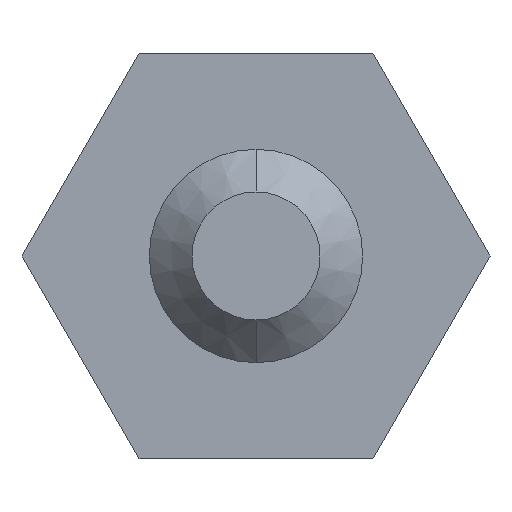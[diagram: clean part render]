
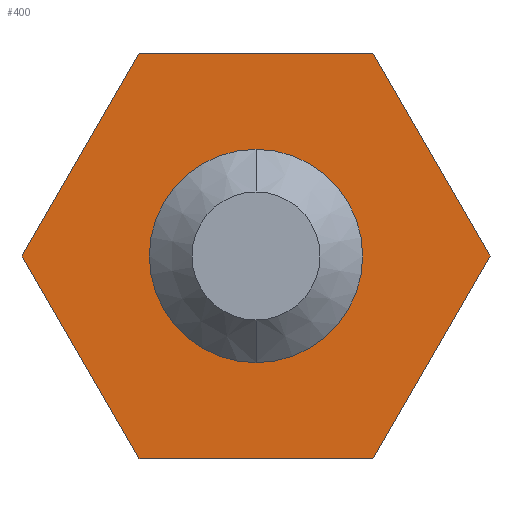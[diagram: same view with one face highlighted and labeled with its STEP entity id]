
A CAD part, front view. The second image highlights one B-rep face of the part: STEP entity #400.
In plain terms, the highlighted planar face has unit normal (0, -1, 0).
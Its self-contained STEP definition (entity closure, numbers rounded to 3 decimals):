
#1 = EDGE_CURVE ( 'NONE', #78, #220, #58, .T. ) ;
#6 = CARTESIAN_POINT ( 'NONE',  ( 1.645, 0., 2.85 ) ) ;
#8 = EDGE_CURVE ( 'NONE', #17, #399, #393, .T. ) ;
#13 = DIRECTION ( 'NONE',  ( 0., 0., 1. ) ) ;
#15 = CARTESIAN_POINT ( 'NONE',  ( -3.291, 0., 0. ) ) ;
#16 = ORIENTED_EDGE ( 'NONE', *, *, #1, .F. ) ;
#17 = VERTEX_POINT ( 'NONE', #323 ) ;
#19 = VECTOR ( 'NONE', #29, 1000. ) ;
#29 = DIRECTION ( 'NONE',  ( 1., 0., 0. ) ) ;
#31 = CIRCLE ( 'NONE', #72, 1.5 ) ;
#37 = FACE_BOUND ( 'NONE', #311, .T. ) ;
#42 = LINE ( 'NONE', #467, #351 ) ;
#49 = DIRECTION ( 'NONE',  ( -0.5, 0., -0.866 ) ) ;
#58 = LINE ( 'NONE', #15, #138 ) ;
#72 = AXIS2_PLACEMENT_3D ( 'NONE', #460, #499, #318 ) ;
#73 = DIRECTION ( 'NONE',  ( 0., 0., 1. ) ) ;
#74 = VERTEX_POINT ( 'NONE', #6 ) ;
#78 = VERTEX_POINT ( 'NONE', #284 ) ;
#79 = CIRCLE ( 'NONE', #196, 1.5 ) ;
#83 = VERTEX_POINT ( 'NONE', #472 ) ;
#95 = ORIENTED_EDGE ( 'NONE', *, *, #8, .F. ) ;
#107 = DIRECTION ( 'NONE',  ( -0.5, 0., 0.866 ) ) ;
#109 = CARTESIAN_POINT ( 'NONE',  ( -1.645, 0., -2.85 ) ) ;
#110 = EDGE_CURVE ( 'NONE', #399, #315, #42, .T. ) ;
#112 = CARTESIAN_POINT ( 'NONE',  ( -1.645, 0., -2.85 ) ) ;
#115 = ORIENTED_EDGE ( 'NONE', *, *, #341, .F. ) ;
#125 = PLANE ( 'NONE',  #419 ) ;
#133 = ORIENTED_EDGE ( 'NONE', *, *, #244, .F. ) ;
#138 = VECTOR ( 'NONE', #361, 1000. ) ;
#193 = CARTESIAN_POINT ( 'NONE',  ( 0., 0., 1.5 ) ) ;
#196 = AXIS2_PLACEMENT_3D ( 'NONE', #494, #309, #73 ) ;
#209 = CARTESIAN_POINT ( 'NONE',  ( 1.645, 0., 2.85 ) ) ;
#211 = EDGE_CURVE ( 'NONE', #315, #78, #434, .T. ) ;
#214 = VECTOR ( 'NONE', #279, 1000. ) ;
#220 = VERTEX_POINT ( 'NONE', #352 ) ;
#222 = ORIENTED_EDGE ( 'NONE', *, *, #290, .F. ) ;
#243 = CARTESIAN_POINT ( 'NONE',  ( 3.291, 0., 0. ) ) ;
#244 = EDGE_CURVE ( 'NONE', #220, #74, #464, .T. ) ;
#247 = CARTESIAN_POINT ( 'NONE',  ( 0., 0., 0. ) ) ;
#251 = EDGE_LOOP ( 'NONE', ( #133, #16, #348, #359, #95, #115 ) ) ;
#252 = DIRECTION ( 'NONE',  ( -1., 0., 0. ) ) ;
#267 = VECTOR ( 'NONE', #107, 1000. ) ;
#269 = EDGE_CURVE ( 'NONE', #83, #294, #79, .T. ) ;
#279 = DIRECTION ( 'NONE',  ( 0.5, 0., -0.866 ) ) ;
#284 = CARTESIAN_POINT ( 'NONE',  ( -3.291, 0., 0. ) ) ;
#290 = EDGE_CURVE ( 'NONE', #294, #83, #31, .T. ) ;
#294 = VERTEX_POINT ( 'NONE', #193 ) ;
#309 = DIRECTION ( 'NONE',  ( 0., -1., 0. ) ) ;
#311 = EDGE_LOOP ( 'NONE', ( #222, #478 ) ) ;
#312 = FACE_OUTER_BOUND ( 'NONE', #251, .T. ) ;
#315 = VERTEX_POINT ( 'NONE', #112 ) ;
#318 = DIRECTION ( 'NONE',  ( 0., 0., 1. ) ) ;
#323 = CARTESIAN_POINT ( 'NONE',  ( 3.291, 0., 0. ) ) ;
#341 = EDGE_CURVE ( 'NONE', #74, #17, #453, .T. ) ;
#348 = ORIENTED_EDGE ( 'NONE', *, *, #211, .F. ) ;
#351 = VECTOR ( 'NONE', #252, 1000. ) ;
#352 = CARTESIAN_POINT ( 'NONE',  ( -1.645, 0., 2.85 ) ) ;
#359 = ORIENTED_EDGE ( 'NONE', *, *, #110, .F. ) ;
#361 = DIRECTION ( 'NONE',  ( 0.5, 0., 0.866 ) ) ;
#364 = CARTESIAN_POINT ( 'NONE',  ( 1.645, 0., -2.85 ) ) ;
#393 = LINE ( 'NONE', #243, #415 ) ;
#399 = VERTEX_POINT ( 'NONE', #364 ) ;
#400 = ADVANCED_FACE ( 'NONE', ( #37, #312 ), #125, .F. ) ;
#415 = VECTOR ( 'NONE', #49, 1000. ) ;
#419 = AXIS2_PLACEMENT_3D ( 'NONE', #247, #468, #13 ) ;
#434 = LINE ( 'NONE', #109, #267 ) ;
#453 = LINE ( 'NONE', #209, #214 ) ;
#460 = CARTESIAN_POINT ( 'NONE',  ( 0., 0., 0. ) ) ;
#464 = LINE ( 'NONE', #490, #19 ) ;
#467 = CARTESIAN_POINT ( 'NONE',  ( 1.645, 0., -2.85 ) ) ;
#468 = DIRECTION ( 'NONE',  ( 0., 1., 0. ) ) ;
#472 = CARTESIAN_POINT ( 'NONE',  ( 0., 0., -1.5 ) ) ;
#478 = ORIENTED_EDGE ( 'NONE', *, *, #269, .F. ) ;
#490 = CARTESIAN_POINT ( 'NONE',  ( -1.645, 0., 2.85 ) ) ;
#494 = CARTESIAN_POINT ( 'NONE',  ( 0., 0., 0. ) ) ;
#499 = DIRECTION ( 'NONE',  ( 0., -1., 0. ) ) ;
